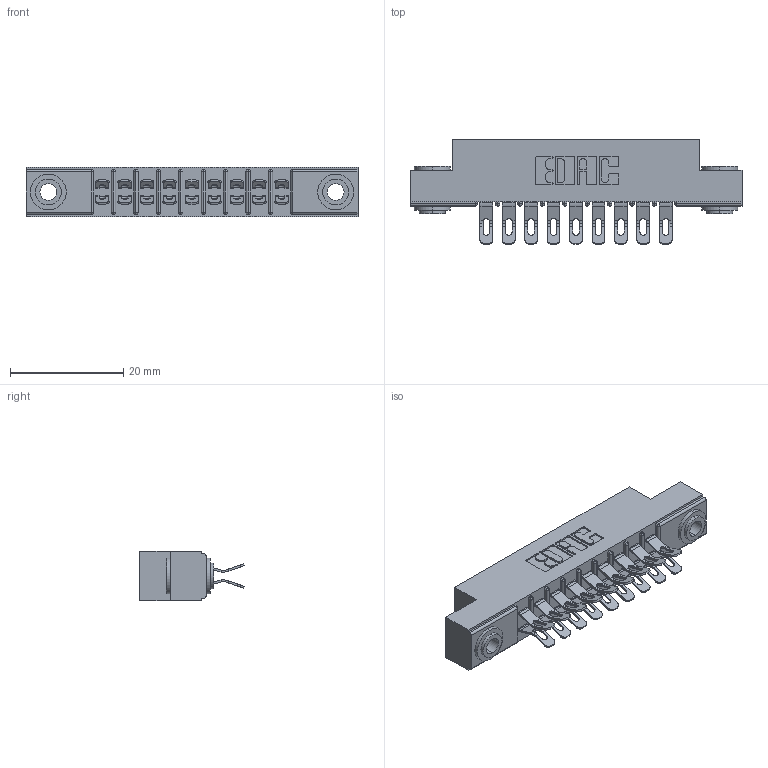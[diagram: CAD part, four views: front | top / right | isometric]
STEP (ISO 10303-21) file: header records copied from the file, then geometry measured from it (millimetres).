
FILE_DESCRIPTION (( 'STEP AP203' ), '1' );
FILE_NAME ('315-018-555-203.STEP', '2019-09-10T14:02:59', ( '' ), ( '' ), 'SwSTEP 2.0', 'SolidWorks 2016', '' );
FILE_SCHEMA (( 'CONFIG_CONTROL_DESIGN' ));
Length unit declared in the file: inch
Products named in the file (4): 305 Part_.156 Dia; 315-018-555-203; 305-290-001_555; 345-250-002_345-250-002-102
Assembly tree (21 placements, depth 2):
  315-018-555-203
    305 Part_.156 Dia
    305-290-001_555  x18
    345-250-002_345-250-002-102  x2
Bounding box: 58.67 x 18.41 x 8.71 mm (x, y, z)
Volume: 3758.1 mm3; surface area: 6873.8 mm2
Topology: 21 solids, 21 shells, 1356 faces, 3983 edges, 2602 vertices
Faces by surface type: plane 668, cylinder 644, sphere 36, cone 8
Entity records: 15451 total; most frequent: CARTESIAN_POINT 2556, ORIENTED_EDGE 2514, DIRECTION 2509, EDGE_CURVE 1257, LINE 951, VECTOR 951, VERTEX_POINT 810, AXIS2_PLACEMENT_3D 779
